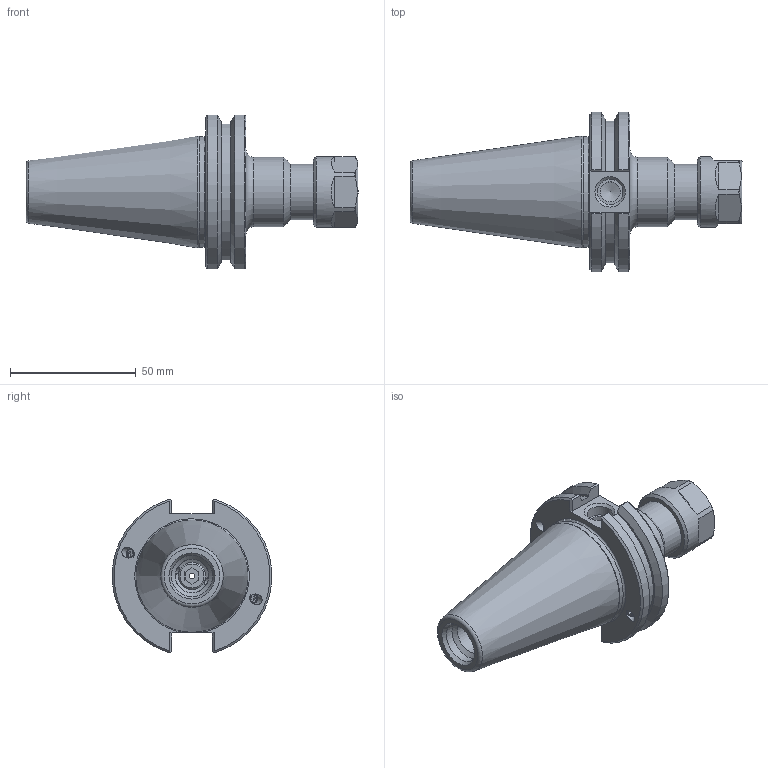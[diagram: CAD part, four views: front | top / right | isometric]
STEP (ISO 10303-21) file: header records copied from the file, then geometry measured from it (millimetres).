
FILE_DESCRIPTION(/* description */ ('ER COLLET CHUCK'),/* implementation_level */ '2;1');
FILE_NAME(/* name */ 'C40BC-16ERF250.stp',/* time_stamp */ '2017-01-19T16:38:25-05:00',/* author */ ('davhar'),/* organization */ (''),/* preprocessor_version */ 'ST-DEVELOPER v16.1',/* originating_system */ 'Autodesk Inventor 2016',/* authorisation */ '7 in^3');
FILE_SCHEMA (('AUTOMOTIVE_DESIGN { 1 0 10303 214 3 1 1 }'));
Length unit declared in the file: inch
Products named in the file (6): C40BCB-16ER2-1; 029-965; C40BCB-16ER2-1_1; 16ERHN; BS-20; C40BC-16ERF250
Assembly tree (8 placements, depth 3):
  C40BC-16ERF250
    C40BCB-16ER2-1_1
      C40BCB-16ER2-1
      029-965  x4
    16ERHN
    BS-20
Bounding box: 131.76 x 63.26 x 61.05 mm (x, y, z)
Volume: 119523.3 mm3; surface area: 28979.9 mm2
Topology: 7 solids, 7 shells, 199 faces, 472 edges, 305 vertices
Faces by surface type: plane 102, cylinder 45, cone 39, torus 9, sphere 4
Full cylindrical faces by diameter (mm): 2.286 x1, 3.3 x4, 4 x8, 4.1 x4, 4.2 x4, 8 x1, 9.461 x1, 9.728 x1, 10.046 x1, 10.973 x1, 11.176 x1, 12.4 x1, 13.386 x1, 16.459 x1, 20.5 x1, 22 x1, 23 x1, 27.432 x1, 28 x1, 43.942 x1
Entity records: 4549 total; most frequent: CARTESIAN_POINT 1024, DIRECTION 701, ORIENTED_EDGE 616, EDGE_CURVE 308, AXIS2_PLACEMENT_3D 287, EDGE_LOOP 227, VERTEX_POINT 227, FACE_OUTER_BOUND 151
